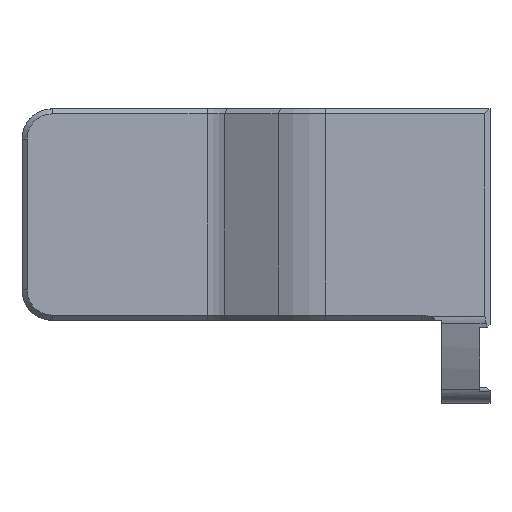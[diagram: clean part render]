
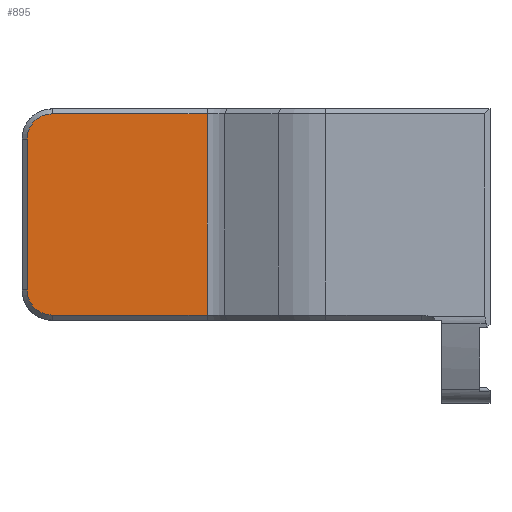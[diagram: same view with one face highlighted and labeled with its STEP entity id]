
A CAD part, top view. The second image highlights one B-rep face of the part: STEP entity #895.
In plain terms, the highlighted planar face has unit normal (0, 0, 1).
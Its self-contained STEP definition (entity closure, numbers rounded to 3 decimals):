
#27 = DIRECTION ( 'NONE',  ( 0., 0., 1. ) ) ;
#117 = CARTESIAN_POINT ( 'NONE',  ( 18.392, -10., 11.986 ) ) ;
#157 = VERTEX_POINT ( 'NONE', #239 ) ;
#179 = DIRECTION ( 'NONE',  ( 1., 0., 0. ) ) ;
#205 = DIRECTION ( 'NONE',  ( -1., 0., 0. ) ) ;
#215 = LINE ( 'NONE', #1036, #1232 ) ;
#239 = CARTESIAN_POINT ( 'NONE',  ( 0.5, 7.5, 11.986 ) ) ;
#269 = EDGE_CURVE ( 'NONE', #1275, #157, #2196, .T. ) ;
#296 = PLANE ( 'NONE',  #2078 ) ;
#422 = LINE ( 'NONE', #1569, #967 ) ;
#433 = DIRECTION ( 'NONE',  ( 0., 1., 0. ) ) ;
#436 = ORIENTED_EDGE ( 'NONE', *, *, #269, .T. ) ;
#641 = CARTESIAN_POINT ( 'NONE',  ( 18.392, 10., 11.986 ) ) ;
#773 = DIRECTION ( 'NONE',  ( 0., 0., -1. ) ) ;
#801 = CIRCLE ( 'NONE', #1995, 2.5 ) ;
#804 = CARTESIAN_POINT ( 'NONE',  ( 3., 7.5, 11.986 ) ) ;
#856 = LINE ( 'NONE', #1001, #1855 ) ;
#888 = AXIS2_PLACEMENT_3D ( 'NONE', #804, #1836, #433 ) ;
#895 = ADVANCED_FACE ( 'NONE', ( #1197 ), #296, .F. ) ;
#967 = VECTOR ( 'NONE', #1604, 1000. ) ;
#969 = CARTESIAN_POINT ( 'NONE',  ( 19.33, -17.24, 11.986 ) ) ;
#1001 = CARTESIAN_POINT ( 'NONE',  ( 0.5, 7.5, 11.986 ) ) ;
#1036 = CARTESIAN_POINT ( 'NONE',  ( 3., -10., 11.986 ) ) ;
#1057 = CARTESIAN_POINT ( 'NONE',  ( 0.5, -7.5, 11.986 ) ) ;
#1197 = FACE_OUTER_BOUND ( 'NONE', #1306, .T. ) ;
#1220 = ORIENTED_EDGE ( 'NONE', *, *, #2030, .T. ) ;
#1232 = VECTOR ( 'NONE', #179, 1000. ) ;
#1246 = ORIENTED_EDGE ( 'NONE', *, *, #1619, .T. ) ;
#1275 = VERTEX_POINT ( 'NONE', #2130 ) ;
#1300 = DIRECTION ( 'NONE',  ( 0., 1., 0. ) ) ;
#1306 = EDGE_LOOP ( 'NONE', ( #1220, #2081, #436, #1702, #1512, #1246 ) ) ;
#1349 = CARTESIAN_POINT ( 'NONE',  ( 18.392, 10., 11.986 ) ) ;
#1512 = ORIENTED_EDGE ( 'NONE', *, *, #1857, .T. ) ;
#1569 = CARTESIAN_POINT ( 'NONE',  ( 18.392, 10.5, 11.986 ) ) ;
#1602 = VERTEX_POINT ( 'NONE', #641 ) ;
#1603 = EDGE_CURVE ( 'NONE', #1602, #1275, #1799, .T. ) ;
#1604 = DIRECTION ( 'NONE',  ( 0., 1., 0. ) ) ;
#1619 = EDGE_CURVE ( 'NONE', #1660, #1678, #215, .T. ) ;
#1660 = VERTEX_POINT ( 'NONE', #2001 ) ;
#1678 = VERTEX_POINT ( 'NONE', #117 ) ;
#1702 = ORIENTED_EDGE ( 'NONE', *, *, #2067, .T. ) ;
#1799 = LINE ( 'NONE', #1349, #2150 ) ;
#1836 = DIRECTION ( 'NONE',  ( 0., 0., 1. ) ) ;
#1855 = VECTOR ( 'NONE', #2076, 1000. ) ;
#1857 = EDGE_CURVE ( 'NONE', #1867, #1660, #801, .T. ) ;
#1867 = VERTEX_POINT ( 'NONE', #1057 ) ;
#1995 = AXIS2_PLACEMENT_3D ( 'NONE', #2085, #27, #205 ) ;
#2001 = CARTESIAN_POINT ( 'NONE',  ( 3., -10., 11.986 ) ) ;
#2030 = EDGE_CURVE ( 'NONE', #1678, #1602, #422, .T. ) ;
#2067 = EDGE_CURVE ( 'NONE', #157, #1867, #856, .T. ) ;
#2076 = DIRECTION ( 'NONE',  ( 0., -1., 0. ) ) ;
#2078 = AXIS2_PLACEMENT_3D ( 'NONE', #969, #773, #1300 ) ;
#2081 = ORIENTED_EDGE ( 'NONE', *, *, #1603, .T. ) ;
#2085 = CARTESIAN_POINT ( 'NONE',  ( 3., -7.5, 11.986 ) ) ;
#2130 = CARTESIAN_POINT ( 'NONE',  ( 3., 10., 11.986 ) ) ;
#2150 = VECTOR ( 'NONE', #2205, 1000. ) ;
#2196 = CIRCLE ( 'NONE', #888, 2.5 ) ;
#2205 = DIRECTION ( 'NONE',  ( -1., 0., 0. ) ) ;
